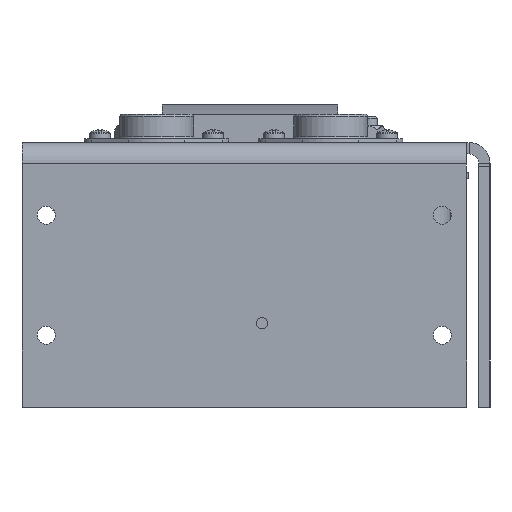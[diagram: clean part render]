
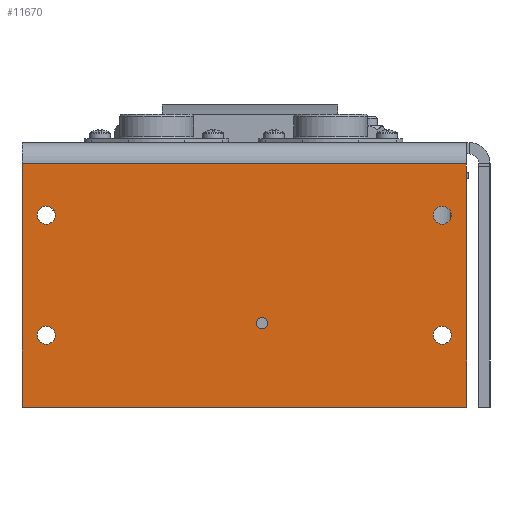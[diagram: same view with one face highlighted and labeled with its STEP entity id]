
A CAD part, left-side view. The second image highlights one B-rep face of the part: STEP entity #11670.
In plain terms, the highlighted planar face has unit normal (-1, 0, 0).
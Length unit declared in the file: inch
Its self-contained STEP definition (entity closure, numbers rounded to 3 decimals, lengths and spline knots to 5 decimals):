
#91 = EDGE_CURVE ( 'NONE', #21495, #43345, #22596, .T. ) ;
#244 = CARTESIAN_POINT ( 'NONE',  ( -4.5, -2.193, 2.75591 ) ) ;
#478 = DIRECTION ( 'NONE',  ( 0., 0., 1. ) ) ;
#710 = FACE_BOUND ( 'NONE', #9011, .T. ) ;
#1148 = CARTESIAN_POINT ( 'NONE',  ( -4.5, 2.4375, 2.53937 ) ) ;
#1171 = CIRCLE ( 'NONE', #5520, 0.0935 ) ;
#1367 = AXIS2_PLACEMENT_3D ( 'NONE', #11395, #42249, #31983 ) ;
#1713 = VECTOR ( 'NONE', #32512, 39.37008 ) ;
#2370 = LINE ( 'NONE', #27686, #20710 ) ;
#2658 = ORIENTED_EDGE ( 'NONE', *, *, #16914, .T. ) ;
#3330 = EDGE_LOOP ( 'NONE', ( #9664 ) ) ;
#3453 = EDGE_CURVE ( 'NONE', #17531, #17531, #1171, .T. ) ;
#3740 = ORIENTED_EDGE ( 'NONE', *, *, #38196, .T. ) ;
#3911 = EDGE_LOOP ( 'NONE', ( #14614, #3740, #11860, #2658, #32921, #33221 ) ) ;
#4079 = CARTESIAN_POINT ( 'NONE',  ( -4.5, -2.193, 2.50984 ) ) ;
#4135 = LINE ( 'NONE', #39968, #15874 ) ;
#4408 = EDGE_LOOP ( 'NONE', ( #31405 ) ) ;
#4869 = CARTESIAN_POINT ( 'NONE',  ( -4.5, -2.19144, 2.75591 ) ) ;
#5336 = EDGE_CURVE ( 'NONE', #45016, #45016, #37670, .T. ) ;
#5520 = AXIS2_PLACEMENT_3D ( 'NONE', #34464, #27357, #41757 ) ;
#8070 = ORIENTED_EDGE ( 'NONE', *, *, #24546, .T. ) ;
#8074 = CARTESIAN_POINT ( 'NONE',  ( -4.5, -1.93986, 0.6565 ) ) ;
#8502 = CARTESIAN_POINT ( 'NONE',  ( -4.5, 2.18514, 0.6565 ) ) ;
#9011 = EDGE_LOOP ( 'NONE', ( #8070 ) ) ;
#9242 = CIRCLE ( 'NONE', #40615, 0.0935 ) ;
#9664 = ORIENTED_EDGE ( 'NONE', *, *, #27938, .F. ) ;
#10714 = EDGE_CURVE ( 'NONE', #15128, #15128, #31942, .T. ) ;
#11165 = FACE_BOUND ( 'NONE', #26157, .T. ) ;
#11395 = CARTESIAN_POINT ( 'NONE',  ( -4.5, -2.4375, 2.75591 ) ) ;
#11670 = ADVANCED_FACE ( 'NONE', ( #18451, #28783, #11165, #17999, #710, #15273 ), #35638, .F. ) ;
#11860 = ORIENTED_EDGE ( 'NONE', *, *, #91, .T. ) ;
#12209 = AXIS2_PLACEMENT_3D ( 'NONE', #33711, #33500, #40549 ) ;
#12340 = VERTEX_POINT ( 'NONE', #8502 ) ;
#12949 = CARTESIAN_POINT ( 'NONE',  ( -4.5, -2.19144, 2.50984 ) ) ;
#13556 = CARTESIAN_POINT ( 'NONE',  ( -4.5, 2.18514, 0.75 ) ) ;
#13661 = CARTESIAN_POINT ( 'NONE',  ( -4.5, 2.18514, 1.9065 ) ) ;
#14614 = ORIENTED_EDGE ( 'NONE', *, *, #37110, .T. ) ;
#14840 = DIRECTION ( 'NONE',  ( 0., 1., 0. ) ) ;
#15128 = VERTEX_POINT ( 'NONE', #8074 ) ;
#15273 = FACE_OUTER_BOUND ( 'NONE', #3911, .T. ) ;
#15658 = ORIENTED_EDGE ( 'NONE', *, *, #3453, .T. ) ;
#15760 = DIRECTION ( 'NONE',  ( 0., 0., 1. ) ) ;
#15874 = VECTOR ( 'NONE', #14840, 39.37008 ) ;
#16670 = CARTESIAN_POINT ( 'NONE',  ( -4.5, 2.4375, 0. ) ) ;
#16914 = EDGE_CURVE ( 'NONE', #43345, #39746, #2370, .T. ) ;
#17531 = VERTEX_POINT ( 'NONE', #27393 ) ;
#17951 = AXIS2_PLACEMENT_3D ( 'NONE', #26268, #36802, #40445 ) ;
#17999 = FACE_BOUND ( 'NONE', #41931, .T. ) ;
#18198 = EDGE_CURVE ( 'NONE', #37317, #37589, #32729, .T. ) ;
#18451 = FACE_BOUND ( 'NONE', #3330, .T. ) ;
#18517 = CARTESIAN_POINT ( 'NONE',  ( -4.5, 2.4375, 2.75591 ) ) ;
#18549 = CARTESIAN_POINT ( 'NONE',  ( -4.5, -2.193, 0. ) ) ;
#18920 = CARTESIAN_POINT ( 'NONE',  ( -4.5, -0.0625, 0.875 ) ) ;
#20398 = EDGE_CURVE ( 'NONE', #39746, #37589, #31507, .T. ) ;
#20710 = VECTOR ( 'NONE', #34562, 39.37008 ) ;
#21495 = VERTEX_POINT ( 'NONE', #1148 ) ;
#22596 = LINE ( 'NONE', #18517, #1713 ) ;
#24546 = EDGE_CURVE ( 'NONE', #12340, #12340, #9242, .T. ) ;
#24768 = VERTEX_POINT ( 'NONE', #41619 ) ;
#26157 = EDGE_LOOP ( 'NONE', ( #38057 ) ) ;
#26268 = CARTESIAN_POINT ( 'NONE',  ( -4.5, 2.18514, 2. ) ) ;
#26463 = DIRECTION ( 'NONE',  ( -1., 0., 0. ) ) ;
#26487 = DIRECTION ( 'NONE',  ( 0., -1., 0. ) ) ;
#27357 = DIRECTION ( 'NONE',  ( 1., 0., 0. ) ) ;
#27393 = CARTESIAN_POINT ( 'NONE',  ( -4.5, -1.93986, 1.9065 ) ) ;
#27686 = CARTESIAN_POINT ( 'NONE',  ( -4.5, -2.4375, 0. ) ) ;
#27938 = EDGE_CURVE ( 'NONE', #34063, #34063, #32134, .T. ) ;
#28783 = FACE_BOUND ( 'NONE', #4408, .T. ) ;
#31402 = DIRECTION ( 'NONE',  ( 1., 0., 0. ) ) ;
#31405 = ORIENTED_EDGE ( 'NONE', *, *, #5336, .T. ) ;
#31507 = LINE ( 'NONE', #244, #39706 ) ;
#31942 = CIRCLE ( 'NONE', #12209, 0.0935 ) ;
#31983 = DIRECTION ( 'NONE',  ( 0., 0., -1. ) ) ;
#32134 = CIRCLE ( 'NONE', #43799, 0.05906 ) ;
#32512 = DIRECTION ( 'NONE',  ( 0., 0., -1. ) ) ;
#32729 = LINE ( 'NONE', #36807, #39540 ) ;
#32921 = ORIENTED_EDGE ( 'NONE', *, *, #20398, .T. ) ;
#33221 = ORIENTED_EDGE ( 'NONE', *, *, #18198, .F. ) ;
#33500 = DIRECTION ( 'NONE',  ( 1., 0., 0. ) ) ;
#33711 = CARTESIAN_POINT ( 'NONE',  ( -4.5, -1.93986, 0.75 ) ) ;
#34063 = VERTEX_POINT ( 'NONE', #44128 ) ;
#34464 = CARTESIAN_POINT ( 'NONE',  ( -4.5, -1.93986, 2. ) ) ;
#34562 = DIRECTION ( 'NONE',  ( 0., -1., 0. ) ) ;
#35638 = PLANE ( 'NONE',  #1367 ) ;
#36582 = VECTOR ( 'NONE', #15760, 39.37008 ) ;
#36802 = DIRECTION ( 'NONE',  ( 1., 0., 0. ) ) ;
#36807 = CARTESIAN_POINT ( 'NONE',  ( -4.5, -2.4375, 2.50984 ) ) ;
#37110 = EDGE_CURVE ( 'NONE', #37317, #24768, #43006, .T. ) ;
#37317 = VERTEX_POINT ( 'NONE', #12949 ) ;
#37589 = VERTEX_POINT ( 'NONE', #4079 ) ;
#37670 = CIRCLE ( 'NONE', #17951, 0.0935 ) ;
#38057 = ORIENTED_EDGE ( 'NONE', *, *, #10714, .T. ) ;
#38196 = EDGE_CURVE ( 'NONE', #24768, #21495, #4135, .T. ) ;
#38491 = DIRECTION ( 'NONE',  ( 0., 0., -1. ) ) ;
#39540 = VECTOR ( 'NONE', #26487, 39.37008 ) ;
#39546 = DIRECTION ( 'NONE',  ( 0., 0., 1. ) ) ;
#39706 = VECTOR ( 'NONE', #478, 39.37008 ) ;
#39746 = VERTEX_POINT ( 'NONE', #18549 ) ;
#39968 = CARTESIAN_POINT ( 'NONE',  ( -4.5, -2.4375, 2.53937 ) ) ;
#40445 = DIRECTION ( 'NONE',  ( 0., 0., -1. ) ) ;
#40549 = DIRECTION ( 'NONE',  ( 0., 0., -1. ) ) ;
#40615 = AXIS2_PLACEMENT_3D ( 'NONE', #13556, #31402, #38491 ) ;
#41619 = CARTESIAN_POINT ( 'NONE',  ( -4.5, -2.19144, 2.53937 ) ) ;
#41757 = DIRECTION ( 'NONE',  ( 0., 0., -1. ) ) ;
#41931 = EDGE_LOOP ( 'NONE', ( #15658 ) ) ;
#42249 = DIRECTION ( 'NONE',  ( 1., 0., 0. ) ) ;
#43006 = LINE ( 'NONE', #4869, #36582 ) ;
#43345 = VERTEX_POINT ( 'NONE', #16670 ) ;
#43799 = AXIS2_PLACEMENT_3D ( 'NONE', #18920, #26463, #39546 ) ;
#44128 = CARTESIAN_POINT ( 'NONE',  ( -4.5, -0.0625, 0.93406 ) ) ;
#45016 = VERTEX_POINT ( 'NONE', #13661 ) ;
